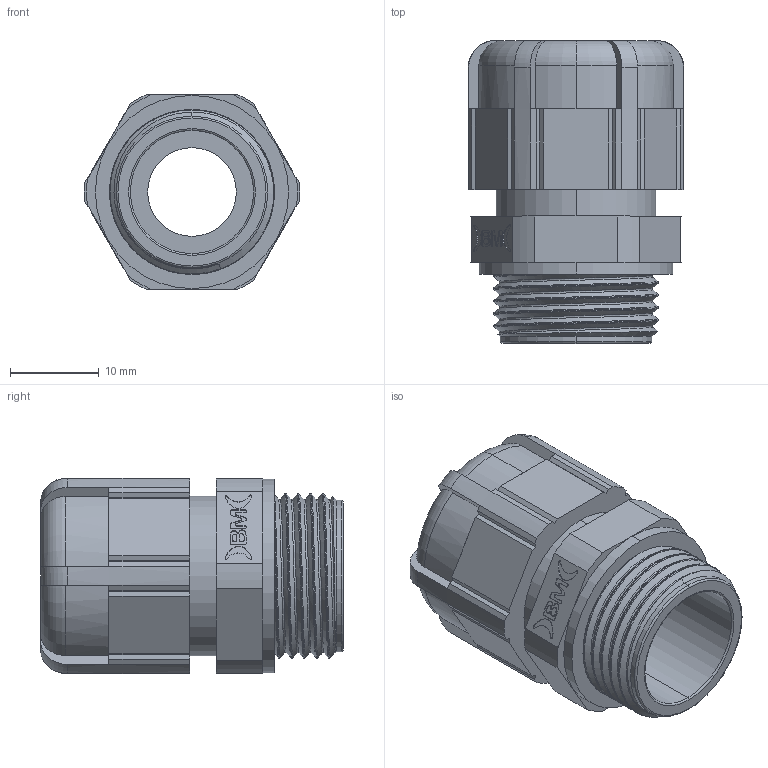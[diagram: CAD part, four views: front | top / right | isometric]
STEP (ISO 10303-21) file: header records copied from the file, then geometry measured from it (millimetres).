
FILE_DESCRIPTION (( 'STEP AP203' ), '1' );
FILE_NAME ('4011.STEP', '2025-12-12T10:55:03', ( '' ), ( '' ), 'SwSTEP 2.0', 'SolidWorks 2022', '' );
FILE_SCHEMA (( 'CONFIG_CONTROL_DESIGN' ));
Length unit declared in the file: millimetre
Products named in the file (1): 4011
Bounding box: 24.29 x 34.15 x 22 mm (x, y, z)
Volume: 8028.1 mm3; surface area: 4805.1 mm2
Topology: 1 solids, 2 shells, 285 faces, 765 edges, 502 vertices
Faces by surface type: plane 134, bspline 87, cylinder 43, torus 19, cone 2
Entity records: 15695 total; most frequent: CARTESIAN_POINT 9144, ORIENTED_EDGE 1528, DIRECTION 1034, EDGE_CURVE 764, VERTEX_POINT 500, VECTOR 438, LINE 438, EDGE_LOOP 304
